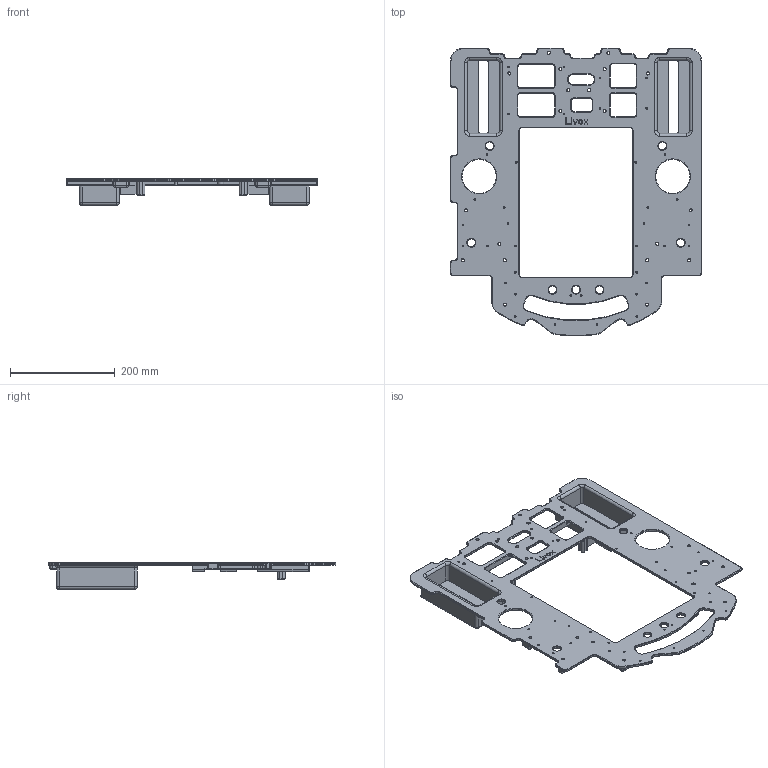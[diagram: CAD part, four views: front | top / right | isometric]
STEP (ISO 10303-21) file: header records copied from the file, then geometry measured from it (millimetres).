
FILE_DESCRIPTION((''),'2;1');
FILE_NAME('LS_JG_QX008617','2021-03-16T20:54:25',('dale.chen'),(''),'CREO PARAMETRIC BY PTC INC, 2019164','CREO PARAMETRIC BY PTC INC, 2019164','');
FILE_SCHEMA(('CONFIG_CONTROL_DESIGN','SHAPE_APPEARANCE_LAYERS_GROUPS'));
Length unit declared in the file: millimetre
Products named in the file (1): LS_JG_QX008617
Bounding box: 480 x 549.68 x 51.06 mm (x, y, z)
Volume: 1258336.7 mm3; surface area: 419058.1 mm2
Topology: 1 solids, 53 shells, 1390 faces, 3531 edges, 2168 vertices
Faces by surface type: cylinder 567, plane 488, cone 287, torus 24, sphere 12, bspline 12
Entity records: 43106 total; most frequent: CARTESIAN_POINT 8262, DIRECTION 7657, ORIENTED_EDGE 6798, EDGE_CURVE 3503, AXIS2_PLACEMENT_3D 2833, VERTEX_POINT 2168, VECTOR 1991, LINE 1991
